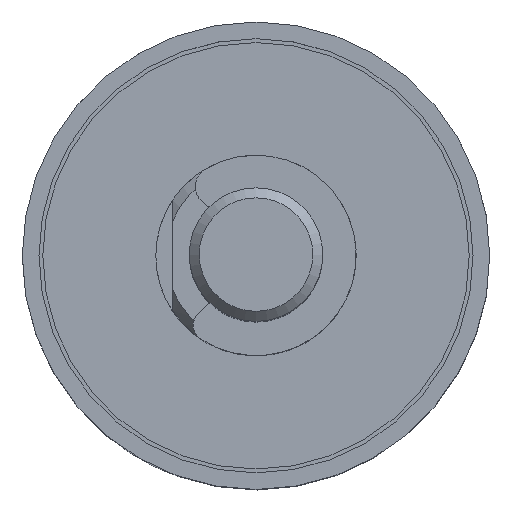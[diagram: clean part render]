
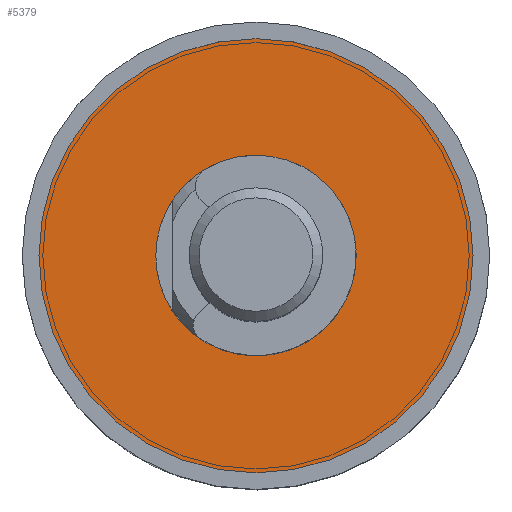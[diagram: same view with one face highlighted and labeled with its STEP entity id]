
A CAD part, top view. The second image highlights one B-rep face of the part: STEP entity #5379.
In plain terms, the highlighted planar face has unit normal (0, 0, 1).
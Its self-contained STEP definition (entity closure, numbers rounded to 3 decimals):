
#720 = CIRCLE ( 'NONE', #3883, 6.5 ) ;
#1280 = DIRECTION ( 'NONE',  ( 0., 0., -1. ) ) ;
#2242 = CARTESIAN_POINT ( 'NONE',  ( 3., 0., 0.5 ) ) ;
#2422 = EDGE_LOOP ( 'NONE', ( #4047 ) ) ;
#2709 = EDGE_CURVE ( 'NONE', #3874, #3874, #4279, .T. ) ;
#2798 = CARTESIAN_POINT ( 'NONE',  ( 6.5, 0., 0.5 ) ) ;
#3195 = EDGE_LOOP ( 'NONE', ( #6591 ) ) ;
#3279 = CARTESIAN_POINT ( 'NONE',  ( 0., 0., 0.5 ) ) ;
#3874 = VERTEX_POINT ( 'NONE', #6127 ) ;
#3883 = AXIS2_PLACEMENT_3D ( 'NONE', #4424, #8409, #7176 ) ;
#4047 = ORIENTED_EDGE ( 'NONE', *, *, #2709, .T. ) ;
#4279 = CIRCLE ( 'NONE', #5853, 3. ) ;
#4280 = PLANE ( 'NONE',  #7093 ) ;
#4308 = DIRECTION ( 'NONE',  ( 0., 0., 1. ) ) ;
#4418 = FACE_BOUND ( 'NONE', #2422, .T. ) ;
#4424 = CARTESIAN_POINT ( 'NONE',  ( 0., 0., 0.5 ) ) ;
#5379 = ADVANCED_FACE ( 'NONE', ( #4418, #5551 ), #4280, .T. ) ;
#5551 = FACE_OUTER_BOUND ( 'NONE', #3195, .T. ) ;
#5853 = AXIS2_PLACEMENT_3D ( 'NONE', #3279, #1280, #8587 ) ;
#6127 = CARTESIAN_POINT ( 'NONE',  ( -3., 0., 0.5 ) ) ;
#6242 = DIRECTION ( 'NONE',  ( 1., 0., 0. ) ) ;
#6591 = ORIENTED_EDGE ( 'NONE', *, *, #7038, .T. ) ;
#7038 = EDGE_CURVE ( 'NONE', #7191, #7191, #720, .T. ) ;
#7093 = AXIS2_PLACEMENT_3D ( 'NONE', #2242, #4308, #6242 ) ;
#7176 = DIRECTION ( 'NONE',  ( 1., 0., 0. ) ) ;
#7191 = VERTEX_POINT ( 'NONE', #2798 ) ;
#8409 = DIRECTION ( 'NONE',  ( 0., 0., 1. ) ) ;
#8587 = DIRECTION ( 'NONE',  ( -1., 0., 0. ) ) ;
